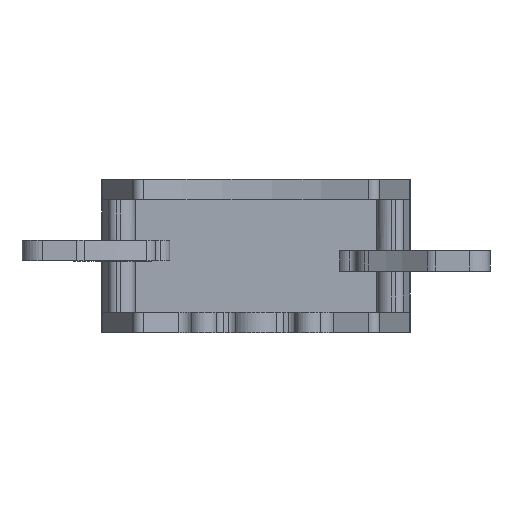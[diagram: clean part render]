
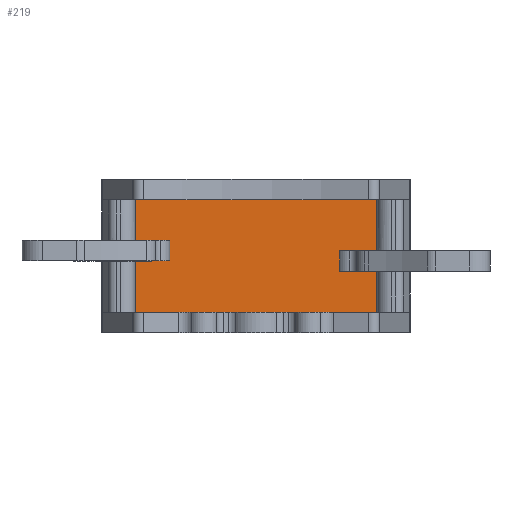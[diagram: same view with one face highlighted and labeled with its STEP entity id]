
A CAD part, top view. The second image highlights one B-rep face of the part: STEP entity #219.
In plain terms, the highlighted planar face has unit normal (0, 0, 1).
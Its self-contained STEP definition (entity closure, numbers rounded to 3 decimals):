
#219=ADVANCED_FACE('',(#415),#3319,.T.);
#415=FACE_OUTER_BOUND('',#639,.T.);
#639=EDGE_LOOP('',(#1296,#1297,#1298,#1299,#1300,#1301,#1302,#1303));
#1296=ORIENTED_EDGE('',*,*,#2099,.T.);
#1297=ORIENTED_EDGE('',*,*,#2136,.T.);
#1298=ORIENTED_EDGE('',*,*,#2140,.T.);
#1299=ORIENTED_EDGE('',*,*,#2141,.T.);
#1300=ORIENTED_EDGE('',*,*,#2104,.T.);
#1301=ORIENTED_EDGE('',*,*,#2131,.T.);
#1302=ORIENTED_EDGE('',*,*,#2135,.T.);
#1303=ORIENTED_EDGE('',*,*,#2128,.T.);
#2099=EDGE_CURVE('',#3101,#3120,#2446,.T.);
#2104=EDGE_CURVE('',#3122,#3118,#2451,.T.);
#2128=EDGE_CURVE('',#3117,#3101,#2464,.T.);
#2131=EDGE_CURVE('',#3118,#3119,#2466,.T.);
#2135=EDGE_CURVE('',#3119,#3117,#2469,.T.);
#2136=EDGE_CURVE('',#3120,#3121,#2470,.T.);
#2140=EDGE_CURVE('',#3121,#3123,#2473,.T.);
#2141=EDGE_CURVE('',#3123,#3122,#2474,.T.);
#2446=B_SPLINE_CURVE_WITH_KNOTS('',1,(#5234,#5235),.UNSPECIFIED.,.F.,.F.,
(2,2),(0.,58.919),.UNSPECIFIED.);
#2451=B_SPLINE_CURVE_WITH_KNOTS('',1,(#5244,#5245),.UNSPECIFIED.,.F.,.F.,
(2,2),(86.387,145.305),.UNSPECIFIED.);
#2464=B_SPLINE_CURVE_WITH_KNOTS('',1,(#5311,#5312),.UNSPECIFIED.,.F.,.F.,
(2,2),(160.273,172.773),.UNSPECIFIED.);
#2466=B_SPLINE_CURVE_WITH_KNOTS('',1,(#5318,#5319),.UNSPECIFIED.,.F.,.F.,
(2,2),(145.305,155.273),.UNSPECIFIED.);
#2469=B_SPLINE_CURVE_WITH_KNOTS('',1,(#5327,#5328),.UNSPECIFIED.,.F.,.F.,
(2,2),(155.273,160.273),.UNSPECIFIED.);
#2470=B_SPLINE_CURVE_WITH_KNOTS('',1,(#5329,#5330),.UNSPECIFIED.,.F.,.F.,
(2,2),(58.919,68.895),.UNSPECIFIED.);
#2473=B_SPLINE_CURVE_WITH_KNOTS('',1,(#5338,#5339),.UNSPECIFIED.,.F.,.F.,
(2,2),(68.895,73.894),.UNSPECIFIED.);
#2474=B_SPLINE_CURVE_WITH_KNOTS('',1,(#5340,#5341),.UNSPECIFIED.,.F.,.F.,
(2,2),(14.975,27.468),.UNSPECIFIED.);
#3101=VERTEX_POINT('',#5004);
#3117=VERTEX_POINT('',#5020);
#3118=VERTEX_POINT('',#5021);
#3119=VERTEX_POINT('',#5022);
#3120=VERTEX_POINT('',#5023);
#3121=VERTEX_POINT('',#5024);
#3122=VERTEX_POINT('',#5025);
#3123=VERTEX_POINT('',#5026);
#3319=PLANE('',#3534);
#3534=AXIS2_PLACEMENT_3D('',#4874,#3588,$);
#3588=DIRECTION('',(0.,0.,1.));
#4874=CARTESIAN_POINT('',(-29.459,557.881,-68.));
#5004=CARTESIAN_POINT('',(-29.459,557.881,-68.));
#5020=CARTESIAN_POINT('',(-29.459,570.381,-68.));
#5021=CARTESIAN_POINT('',(-29.459,585.348,-68.));
#5022=CARTESIAN_POINT('',(-29.459,575.381,-68.));
#5023=CARTESIAN_POINT('',(29.459,557.881,-68.));
#5024=CARTESIAN_POINT('',(29.459,567.857,-68.));
#5025=CARTESIAN_POINT('',(29.459,585.348,-68.));
#5026=CARTESIAN_POINT('',(29.459,572.856,-68.));
#5234=CARTESIAN_POINT('',(-29.459,557.881,-68.));
#5235=CARTESIAN_POINT('',(29.459,557.881,-68.));
#5244=CARTESIAN_POINT('',(29.459,585.348,-68.));
#5245=CARTESIAN_POINT('',(-29.459,585.348,-68.));
#5311=CARTESIAN_POINT('',(-29.459,570.381,-68.));
#5312=CARTESIAN_POINT('',(-29.459,557.881,-68.));
#5318=CARTESIAN_POINT('',(-29.459,585.348,-68.));
#5319=CARTESIAN_POINT('',(-29.459,575.381,-68.));
#5327=CARTESIAN_POINT('',(-29.459,575.381,-68.));
#5328=CARTESIAN_POINT('',(-29.459,570.381,-68.));
#5329=CARTESIAN_POINT('',(29.459,557.881,-68.));
#5330=CARTESIAN_POINT('',(29.459,567.857,-68.));
#5338=CARTESIAN_POINT('',(29.459,567.857,-68.));
#5339=CARTESIAN_POINT('',(29.459,572.856,-68.));
#5340=CARTESIAN_POINT('',(29.459,572.856,-68.));
#5341=CARTESIAN_POINT('',(29.459,585.348,-68.));
